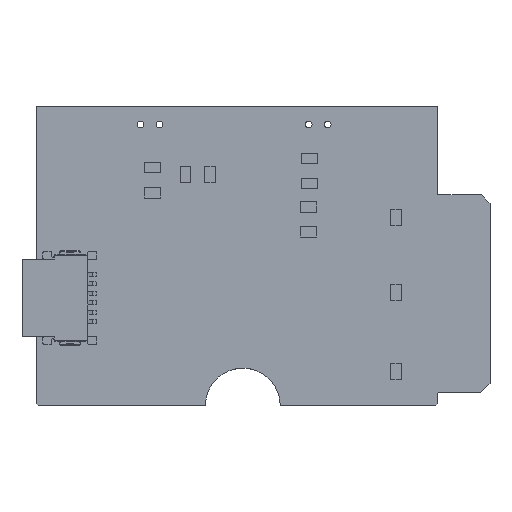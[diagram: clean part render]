
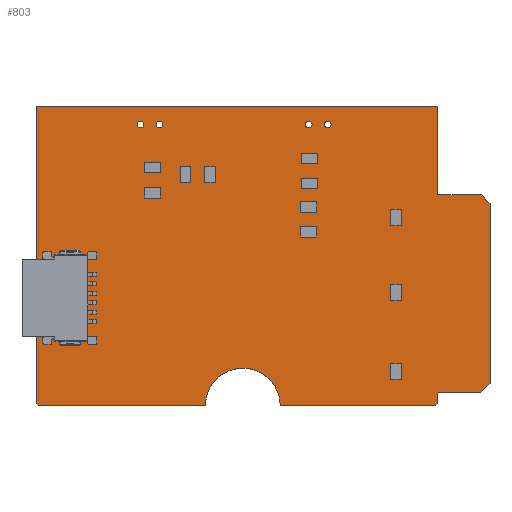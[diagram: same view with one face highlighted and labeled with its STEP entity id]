
A CAD part, top view. The second image highlights one B-rep face of the part: STEP entity #803.
In plain terms, the highlighted planar face has unit normal (0, 0, 1).
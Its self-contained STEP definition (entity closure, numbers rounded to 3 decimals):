
#104 = VERTEX_POINT('',#105);
#105 = CARTESIAN_POINT('',(67.564,60.96,2.097));
#111 = EDGE_CURVE('',#104,#112,#114,.T.);
#112 = VERTEX_POINT('',#113);
#113 = CARTESIAN_POINT('',(89.949,60.96,2.097));
#114 = LINE('',#115,#116);
#115 = CARTESIAN_POINT('',(67.564,60.96,2.097));
#116 = VECTOR('',#117,1.);
#117 = DIRECTION('',(1.,0.,0.));
#142 = EDGE_CURVE('',#112,#143,#145,.T.);
#143 = VERTEX_POINT('',#144);
#144 = CARTESIAN_POINT('',(99.949,60.96,2.097));
#145 = CIRCLE('',#146,5.);
#146 = AXIS2_PLACEMENT_3D('',#147,#148,#149);
#147 = CARTESIAN_POINT('',(94.949,60.96,2.097));
#148 = DIRECTION('',(0.,0.,-1.));
#149 = DIRECTION('',(-1.,0.,0.));
#175 = EDGE_CURVE('',#143,#176,#178,.T.);
#176 = VERTEX_POINT('',#177);
#177 = CARTESIAN_POINT('',(120.777,60.96,2.097));
#178 = LINE('',#179,#180);
#179 = CARTESIAN_POINT('',(99.949,60.96,2.097));
#180 = VECTOR('',#181,1.);
#181 = DIRECTION('',(1.,0.,0.));
#206 = EDGE_CURVE('',#176,#207,#209,.T.);
#207 = VERTEX_POINT('',#208);
#208 = CARTESIAN_POINT('',(121.031,61.214,2.097));
#209 = LINE('',#210,#211);
#210 = CARTESIAN_POINT('',(120.777,60.96,2.097));
#211 = VECTOR('',#212,1.);
#212 = DIRECTION('',(0.707,0.707,0.));
#237 = EDGE_CURVE('',#207,#238,#240,.T.);
#238 = VERTEX_POINT('',#239);
#239 = CARTESIAN_POINT('',(121.031,62.611,2.097));
#240 = LINE('',#241,#242);
#241 = CARTESIAN_POINT('',(121.031,61.214,2.097));
#242 = VECTOR('',#243,1.);
#243 = DIRECTION('',(0.,1.,0.));
#268 = EDGE_CURVE('',#238,#269,#271,.T.);
#269 = VERTEX_POINT('',#270);
#270 = CARTESIAN_POINT('',(121.094,62.675,2.097));
#271 = LINE('',#272,#273);
#272 = CARTESIAN_POINT('',(121.031,62.611,2.097));
#273 = VECTOR('',#274,1.);
#274 = DIRECTION('',(0.702,0.713,0.));
#299 = EDGE_CURVE('',#269,#300,#302,.T.);
#300 = VERTEX_POINT('',#301);
#301 = CARTESIAN_POINT('',(126.809,62.675,2.097));
#302 = LINE('',#303,#304);
#303 = CARTESIAN_POINT('',(121.094,62.675,2.097));
#304 = VECTOR('',#305,1.);
#305 = DIRECTION('',(1.,0.,0.));
#330 = EDGE_CURVE('',#300,#331,#333,.T.);
#331 = VERTEX_POINT('',#332);
#332 = CARTESIAN_POINT('',(128.016,63.881,2.097));
#333 = LINE('',#334,#335);
#334 = CARTESIAN_POINT('',(126.809,62.675,2.097));
#335 = VECTOR('',#336,1.);
#336 = DIRECTION('',(0.707,0.707,0.));
#361 = EDGE_CURVE('',#331,#362,#364,.T.);
#362 = VERTEX_POINT('',#363);
#363 = CARTESIAN_POINT('',(128.016,88.011,2.097));
#364 = LINE('',#365,#366);
#365 = CARTESIAN_POINT('',(128.016,63.881,2.097));
#366 = VECTOR('',#367,1.);
#367 = DIRECTION('',(0.,1.,0.));
#392 = EDGE_CURVE('',#362,#393,#395,.T.);
#393 = VERTEX_POINT('',#394);
#394 = CARTESIAN_POINT('',(126.873,89.154,2.097));
#395 = LINE('',#396,#397);
#396 = CARTESIAN_POINT('',(128.016,88.011,2.097));
#397 = VECTOR('',#398,1.);
#398 = DIRECTION('',(-0.707,0.707,0.));
#423 = EDGE_CURVE('',#393,#424,#426,.T.);
#424 = VERTEX_POINT('',#425);
#425 = CARTESIAN_POINT('',(121.031,89.154,2.097));
#426 = LINE('',#427,#428);
#427 = CARTESIAN_POINT('',(126.873,89.154,2.097));
#428 = VECTOR('',#429,1.);
#429 = DIRECTION('',(-1.,0.,0.));
#454 = EDGE_CURVE('',#424,#455,#457,.T.);
#455 = VERTEX_POINT('',#456);
#456 = CARTESIAN_POINT('',(121.031,100.965,2.097));
#457 = LINE('',#458,#459);
#458 = CARTESIAN_POINT('',(121.031,89.154,2.097));
#459 = VECTOR('',#460,1.);
#460 = DIRECTION('',(0.,1.,0.));
#485 = EDGE_CURVE('',#455,#486,#488,.T.);
#486 = VERTEX_POINT('',#487);
#487 = CARTESIAN_POINT('',(67.31,100.965,2.097));
#488 = LINE('',#489,#490);
#489 = CARTESIAN_POINT('',(121.031,100.965,2.097));
#490 = VECTOR('',#491,1.);
#491 = DIRECTION('',(-1.,0.,0.));
#516 = EDGE_CURVE('',#486,#517,#519,.T.);
#517 = VERTEX_POINT('',#518);
#518 = CARTESIAN_POINT('',(67.31,61.214,2.097));
#519 = LINE('',#520,#521);
#520 = CARTESIAN_POINT('',(67.31,100.965,2.097));
#521 = VECTOR('',#522,1.);
#522 = DIRECTION('',(0.,-1.,0.));
#547 = EDGE_CURVE('',#517,#104,#548,.T.);
#548 = LINE('',#549,#550);
#549 = CARTESIAN_POINT('',(67.31,61.214,2.097));
#550 = VECTOR('',#551,1.);
#551 = DIRECTION('',(0.707,-0.707,0.));
#571 = VERTEX_POINT('',#572);
#572 = CARTESIAN_POINT('',(72.662,69.957,2.097));
#578 = EDGE_CURVE('',#571,#571,#579,.T.);
#579 = CIRCLE('',#580,0.875);
#580 = AXIS2_PLACEMENT_3D('',#581,#582,#583);
#581 = CARTESIAN_POINT('',(71.787,69.957,2.097));
#582 = DIRECTION('',(0.,0.,1.));
#583 = DIRECTION('',(1.,0.,-0.));
#604 = VERTEX_POINT('',#605);
#605 = CARTESIAN_POINT('',(72.662,80.854,2.097));
#611 = EDGE_CURVE('',#604,#604,#612,.T.);
#612 = CIRCLE('',#613,0.875);
#613 = AXIS2_PLACEMENT_3D('',#614,#615,#616);
#614 = CARTESIAN_POINT('',(71.787,80.854,2.097));
#615 = DIRECTION('',(0.,0.,1.));
#616 = DIRECTION('',(1.,0.,-0.));
#637 = VERTEX_POINT('',#638);
#638 = CARTESIAN_POINT('',(81.714,98.552,2.097));
#644 = EDGE_CURVE('',#637,#637,#645,.T.);
#645 = CIRCLE('',#646,0.45);
#646 = AXIS2_PLACEMENT_3D('',#647,#648,#649);
#647 = CARTESIAN_POINT('',(81.264,98.552,2.097));
#648 = DIRECTION('',(0.,0.,1.));
#649 = DIRECTION('',(1.,0.,-0.));
#670 = VERTEX_POINT('',#671);
#671 = CARTESIAN_POINT('',(106.749,98.552,2.097));
#677 = EDGE_CURVE('',#670,#670,#678,.T.);
#678 = CIRCLE('',#679,0.45);
#679 = AXIS2_PLACEMENT_3D('',#680,#681,#682);
#680 = CARTESIAN_POINT('',(106.299,98.552,2.097));
#681 = DIRECTION('',(0.,0.,1.));
#682 = DIRECTION('',(1.,0.,-0.));
#703 = VERTEX_POINT('',#704);
#704 = CARTESIAN_POINT('',(84.254,98.552,2.097));
#710 = EDGE_CURVE('',#703,#703,#711,.T.);
#711 = CIRCLE('',#712,0.45);
#712 = AXIS2_PLACEMENT_3D('',#713,#714,#715);
#713 = CARTESIAN_POINT('',(83.804,98.552,2.097));
#714 = DIRECTION('',(0.,0.,1.));
#715 = DIRECTION('',(1.,0.,-0.));
#736 = VERTEX_POINT('',#737);
#737 = CARTESIAN_POINT('',(104.209,98.552,2.097));
#743 = EDGE_CURVE('',#736,#736,#744,.T.);
#744 = CIRCLE('',#745,0.45);
#745 = AXIS2_PLACEMENT_3D('',#746,#747,#748);
#746 = CARTESIAN_POINT('',(103.759,98.552,2.097));
#747 = DIRECTION('',(0.,0.,1.));
#748 = DIRECTION('',(1.,0.,-0.));
#803 = ADVANCED_FACE('',(#804,#821,#824,#827,#830,#833,#836),#839,.T.);
#804 = FACE_BOUND('',#805,.T.);
#805 = EDGE_LOOP('',(#806,#807,#808,#809,#810,#811,#812,#813,#814,#815,
    #816,#817,#818,#819,#820));
#806 = ORIENTED_EDGE('',*,*,#111,.T.);
#807 = ORIENTED_EDGE('',*,*,#142,.T.);
#808 = ORIENTED_EDGE('',*,*,#175,.T.);
#809 = ORIENTED_EDGE('',*,*,#206,.T.);
#810 = ORIENTED_EDGE('',*,*,#237,.T.);
#811 = ORIENTED_EDGE('',*,*,#268,.T.);
#812 = ORIENTED_EDGE('',*,*,#299,.T.);
#813 = ORIENTED_EDGE('',*,*,#330,.T.);
#814 = ORIENTED_EDGE('',*,*,#361,.T.);
#815 = ORIENTED_EDGE('',*,*,#392,.T.);
#816 = ORIENTED_EDGE('',*,*,#423,.T.);
#817 = ORIENTED_EDGE('',*,*,#454,.T.);
#818 = ORIENTED_EDGE('',*,*,#485,.T.);
#819 = ORIENTED_EDGE('',*,*,#516,.T.);
#820 = ORIENTED_EDGE('',*,*,#547,.T.);
#821 = FACE_BOUND('',#822,.T.);
#822 = EDGE_LOOP('',(#823));
#823 = ORIENTED_EDGE('',*,*,#578,.F.);
#824 = FACE_BOUND('',#825,.T.);
#825 = EDGE_LOOP('',(#826));
#826 = ORIENTED_EDGE('',*,*,#611,.F.);
#827 = FACE_BOUND('',#828,.T.);
#828 = EDGE_LOOP('',(#829));
#829 = ORIENTED_EDGE('',*,*,#644,.F.);
#830 = FACE_BOUND('',#831,.T.);
#831 = EDGE_LOOP('',(#832));
#832 = ORIENTED_EDGE('',*,*,#677,.F.);
#833 = FACE_BOUND('',#834,.T.);
#834 = EDGE_LOOP('',(#835));
#835 = ORIENTED_EDGE('',*,*,#710,.F.);
#836 = FACE_BOUND('',#837,.T.);
#837 = EDGE_LOOP('',(#838));
#838 = ORIENTED_EDGE('',*,*,#743,.F.);
#839 = PLANE('',#840);
#840 = AXIS2_PLACEMENT_3D('',#841,#842,#843);
#841 = CARTESIAN_POINT('',(96.929,80.41,2.097));
#842 = DIRECTION('',(0.,0.,1.));
#843 = DIRECTION('',(1.,0.,-0.));
